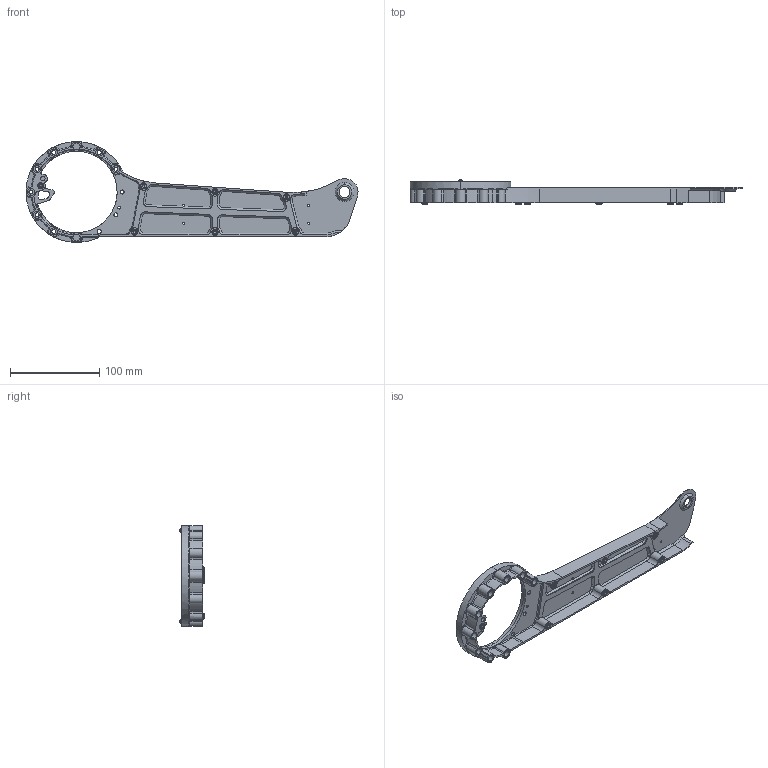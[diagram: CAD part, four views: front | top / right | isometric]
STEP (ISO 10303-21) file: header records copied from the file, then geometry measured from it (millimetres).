
FILE_DESCRIPTION (( 'STEP AP203' ), '1' );
FILE_NAME ('upperLegShellRight.STEP', '2024-10-14T02:59:32', ( 'lance' ), ( '' ), 'SwSTEP 2.0', 'SolidWorks 2021', '' );
FILE_SCHEMA (( 'CONFIG_CONTROL_DESIGN' ));
Length unit declared in the file: millimetre
Products named in the file (1): upperLegShellRight
Bounding box: 371.49 x 27 x 113 mm (x, y, z)
Volume: 95049.8 mm3; surface area: 74076.3 mm2
Topology: 1 solids, 1 shells, 612 faces, 1527 edges, 941 vertices
Faces by surface type: cylinder 300, cone 188, plane 124
Entity records: 18586 total; most frequent: DIRECTION 3515, CARTESIAN_POINT 3333, ORIENTED_EDGE 3026, EDGE_CURVE 1513, AXIS2_PLACEMENT_3D 1439, VERTEX_POINT 941, CIRCLE 826, EDGE_LOOP 686
